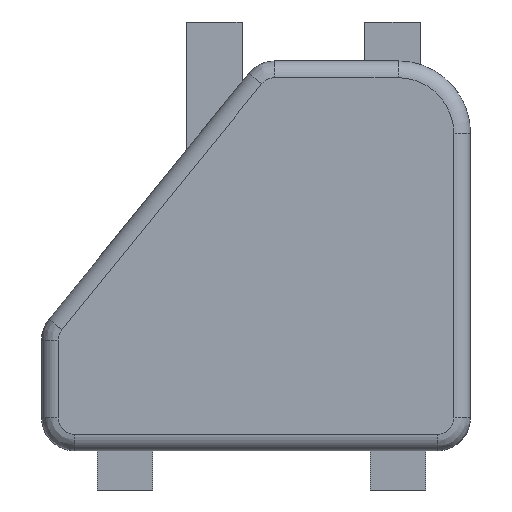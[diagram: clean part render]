
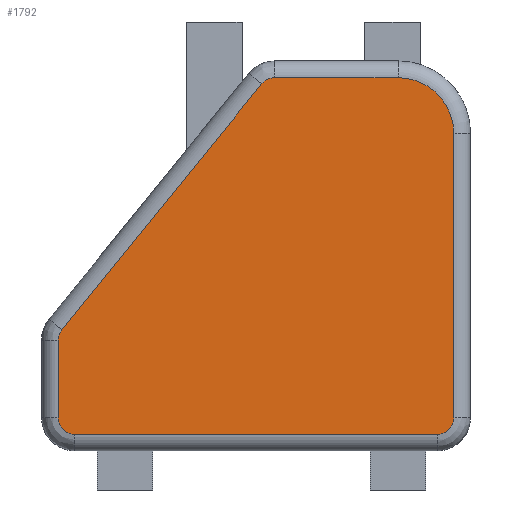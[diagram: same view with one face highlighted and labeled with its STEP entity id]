
A CAD part, front view. The second image highlights one B-rep face of the part: STEP entity #1792.
In plain terms, the highlighted planar face has unit normal (0, -1, 0).
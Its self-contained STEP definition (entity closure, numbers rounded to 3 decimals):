
#82=CIRCLE('',#1948,3.);
#88=CIRCLE('',#1955,3.);
#92=CIRCLE('',#1961,10.);
#96=CIRCLE('',#1966,3.);
#100=CIRCLE('',#1971,3.);
#226=FACE_OUTER_BOUND('',#327,.T.);
#327=EDGE_LOOP('',(#1550,#1551,#1552,#1553,#1554,#1555,#1556,#1557,#1558,
#1559));
#484=LINE('',#2956,#660);
#486=LINE('',#2976,#662);
#488=LINE('',#2988,#664);
#490=LINE('',#3008,#666);
#491=LINE('',#3024,#667);
#660=VECTOR('',#2390,10.);
#662=VECTOR('',#2402,10.);
#664=VECTOR('',#2416,10.);
#666=VECTOR('',#2428,10.);
#667=VECTOR('',#2437,10.);
#835=VERTEX_POINT('',#2944);
#836=VERTEX_POINT('',#2946);
#838=VERTEX_POINT('',#2952);
#840=VERTEX_POINT('',#2966);
#842=VERTEX_POINT('',#2972);
#844=VERTEX_POINT('',#2978);
#846=VERTEX_POINT('',#2984);
#848=VERTEX_POINT('',#2998);
#850=VERTEX_POINT('',#3004);
#852=VERTEX_POINT('',#3018);
#1062=EDGE_CURVE('',#835,#836,#82,.T.);
#1067=EDGE_CURVE('',#836,#838,#484,.T.);
#1070=EDGE_CURVE('',#838,#840,#88,.T.);
#1073=EDGE_CURVE('',#840,#842,#486,.T.);
#1076=EDGE_CURVE('',#842,#844,#92,.T.);
#1079=EDGE_CURVE('',#844,#846,#488,.T.);
#1082=EDGE_CURVE('',#846,#848,#96,.T.);
#1085=EDGE_CURVE('',#848,#850,#490,.T.);
#1088=EDGE_CURVE('',#850,#852,#100,.T.);
#1089=EDGE_CURVE('',#852,#835,#491,.T.);
#1550=ORIENTED_EDGE('',*,*,#1062,.F.);
#1551=ORIENTED_EDGE('',*,*,#1089,.F.);
#1552=ORIENTED_EDGE('',*,*,#1088,.F.);
#1553=ORIENTED_EDGE('',*,*,#1085,.F.);
#1554=ORIENTED_EDGE('',*,*,#1082,.F.);
#1555=ORIENTED_EDGE('',*,*,#1079,.F.);
#1556=ORIENTED_EDGE('',*,*,#1076,.F.);
#1557=ORIENTED_EDGE('',*,*,#1073,.F.);
#1558=ORIENTED_EDGE('',*,*,#1070,.F.);
#1559=ORIENTED_EDGE('',*,*,#1067,.F.);
#1703=PLANE('',#1981);
#1792=ADVANCED_FACE('',(#226),#1703,.T.);
#1948=AXIS2_PLACEMENT_3D('',#2947,#2379,#2380);
#1955=AXIS2_PLACEMENT_3D('',#2970,#2395,#2396);
#1961=AXIS2_PLACEMENT_3D('',#2982,#2409,#2410);
#1966=AXIS2_PLACEMENT_3D('',#3002,#2421,#2422);
#1971=AXIS2_PLACEMENT_3D('',#3022,#2433,#2434);
#1981=AXIS2_PLACEMENT_3D('',#3045,#2462,#2463);
#2379=DIRECTION('center_axis',(0.,1.,0.));
#2380=DIRECTION('ref_axis',(-0.942,0.,0.335));
#2390=DIRECTION('',(0.631,0.,0.776));
#2395=DIRECTION('center_axis',(0.,1.,0.));
#2396=DIRECTION('ref_axis',(-0.43,0.,0.903));
#2402=DIRECTION('',(1.,0.,0.));
#2409=DIRECTION('center_axis',(0.,1.,0.));
#2410=DIRECTION('ref_axis',(0.707,0.,0.707));
#2416=DIRECTION('',(0.,0.,-1.));
#2421=DIRECTION('center_axis',(0.,1.,0.));
#2422=DIRECTION('ref_axis',(0.707,0.,-0.707));
#2428=DIRECTION('',(-1.,0.,0.));
#2433=DIRECTION('center_axis',(0.,1.,0.));
#2434=DIRECTION('ref_axis',(-0.707,0.,-0.707));
#2437=DIRECTION('',(0.,0.,1.));
#2462=DIRECTION('center_axis',(0.,-1.,0.));
#2463=DIRECTION('ref_axis',(0.,0.,-1.));
#2944=CARTESIAN_POINT('',(-74.,-31.,19.87));
#2946=CARTESIAN_POINT('',(-73.328,-31.,21.762));
#2947=CARTESIAN_POINT('Origin',(-71.,-31.,19.87));
#2952=CARTESIAN_POINT('',(-37.473,-31.,65.892));
#2956=CARTESIAN_POINT('',(-44.336,-31.,57.445));
#2966=CARTESIAN_POINT('',(-35.144,-31.,67.));
#2970=CARTESIAN_POINT('Origin',(-35.144,-31.,64.));
#2972=CARTESIAN_POINT('',(-13.,-31.,67.));
#2976=CARTESIAN_POINT('',(-19.25,-31.,67.));
#2978=CARTESIAN_POINT('',(-3.,-31.,57.));
#2982=CARTESIAN_POINT('Origin',(-13.,-31.,57.));
#2984=CARTESIAN_POINT('',(-3.,-31.,6.));
#2988=CARTESIAN_POINT('',(-3.,-31.,17.5));
#2998=CARTESIAN_POINT('',(-6.,-31.,3.));
#3002=CARTESIAN_POINT('Origin',(-6.,-31.,6.));
#3004=CARTESIAN_POINT('',(-71.,-31.,3.));
#3008=CARTESIAN_POINT('',(-57.75,-31.,3.));
#3018=CARTESIAN_POINT('',(-74.,-31.,6.));
#3022=CARTESIAN_POINT('Origin',(-71.,-31.,6.));
#3024=CARTESIAN_POINT('',(-74.,-31.,28.5));
#3045=CARTESIAN_POINT('Origin',(-38.5,-31.,35.));
